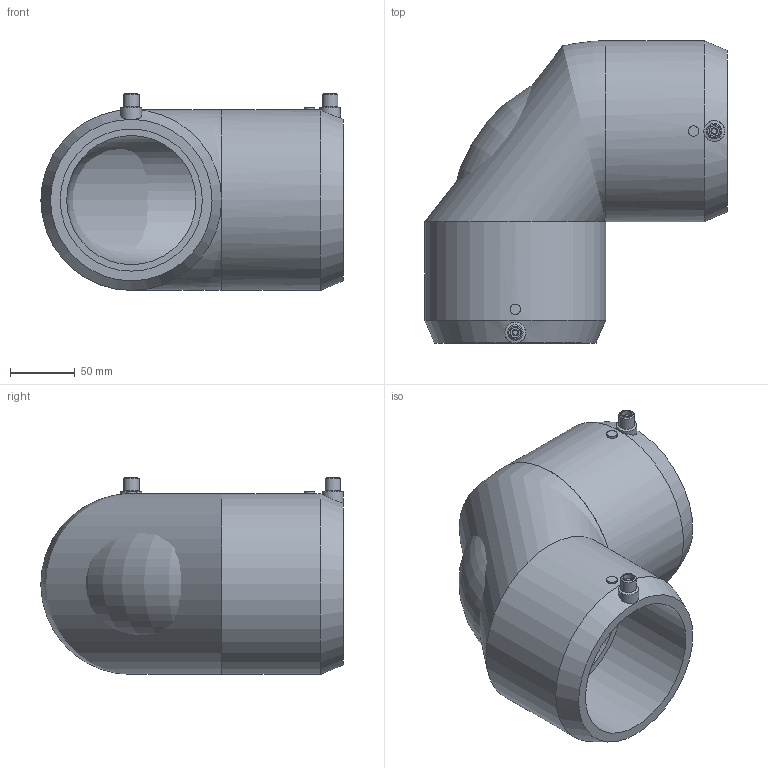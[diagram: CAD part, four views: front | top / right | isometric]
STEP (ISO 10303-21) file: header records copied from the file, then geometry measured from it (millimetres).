
FILE_DESCRIPTION(/* description */ ('PE100 Electro 90° Elbow, Ø110, SDR17/SDR11'),/* implementation_level */ '2;1');
FILE_NAME(/* name */ 'GELE-RC-110',/* time_stamp */ '2021-10-25T15:39:05+02:00',/* author */ ('COAB Solutions'),/* organization */ ('GPA Flowsystem'),/* preprocessor_version */ '',/* originating_system */ 'www.coabsolutions.com',/* authorisation */ '');
FILE_SCHEMA (('AUTOMOTIVE_DESIGN { 1 0 10303 214 3 1 1 }'));
Length unit declared in the file: millimetre
Products named in the file (1): GELE-RC-110 SDR 17-11_5
Bounding box: 234 x 234.02 x 152.5 mm (x, y, z)
Volume: 1962232.2 mm3; surface area: 240520.6 mm2
Topology: 1 solids, 1 shells, 43 faces, 86 edges, 53 vertices
Faces by surface type: plane 17, cylinder 16, cone 8, torus 2
Full cylindrical faces by diameter (mm): 5 x2, 8 x4, 12 x2, 16 x2, 100 x2, 110 x2, 140 x2
Entity records: 1422 total; most frequent: CARTESIAN_POINT 482, DIRECTION 200, ORIENTED_EDGE 172, AXIS2_PLACEMENT_3D 88, EDGE_CURVE 86, EDGE_LOOP 53, VERTEX_POINT 53, CIRCLE 44
